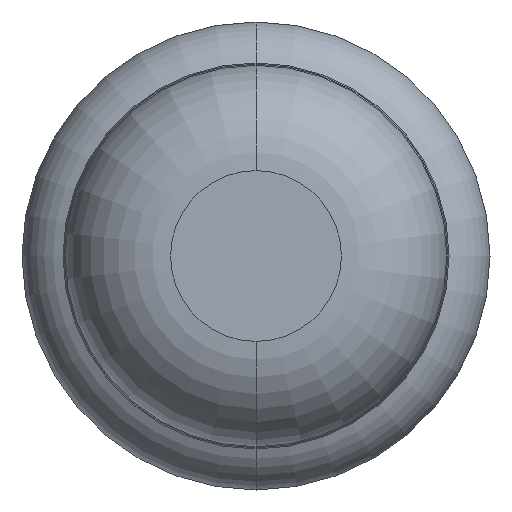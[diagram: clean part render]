
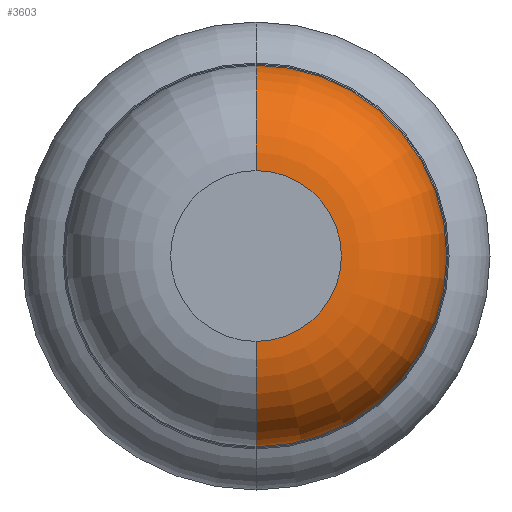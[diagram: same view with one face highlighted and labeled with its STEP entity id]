
A CAD part, front view. The second image highlights one B-rep face of the part: STEP entity #3603.
In plain terms, the highlighted toroidal (fillet/blend) face has major radius 0.365 mm and minor radius 0.45 mm.
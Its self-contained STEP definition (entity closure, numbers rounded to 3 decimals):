
#87 = DIRECTION ( 'NONE',  ( 0., 0., 1. ) ) ;
#235 = EDGE_CURVE ( 'Defeature ausgef�hrt1_3+Defeature ausgef�hrt1_2+Defeature ausgef�hrt1_2+Defeature ausgef�hrt1_2', #960, #3710, #3485, .T. ) ;
#338 = ORIENTED_EDGE ( 'NONE', *, *, #933, .F. ) ;
#426 = DIRECTION ( 'NONE',  ( 0., 0., 1. ) ) ;
#501 = AXIS2_PLACEMENT_3D ( 'NONE', #3499, #1900, #5087 ) ;
#529 = EDGE_CURVE ( 'NONE', #3710, #1359, #1545, .T. ) ;
#720 = EDGE_CURVE ( 'NONE', #960, #4368, #4238, .T. ) ;
#933 = EDGE_CURVE ( 'Defeature ausgef�hrt1_4+Defeature ausgef�hrt1_3+Defeature ausgef�hrt1_3+Defeature ausgef�hrt1_3', #4368, #1359, #4929, .T. ) ;
#960 = VERTEX_POINT ( 'NONE', #2685 ) ;
#969 = ORIENTED_EDGE ( 'NONE', *, *, #235, .T. ) ;
#1104 = DIRECTION ( 'NONE',  ( 0., 1., 0. ) ) ;
#1169 = CARTESIAN_POINT ( 'NONE',  ( 0., -34.9, -0.365 ) ) ;
#1307 = AXIS2_PLACEMENT_3D ( 'NONE', #2680, #1104, #3511 ) ;
#1355 = ORIENTED_EDGE ( 'NONE', *, *, #529, .T. ) ;
#1359 = VERTEX_POINT ( 'NONE', #4197 ) ;
#1500 = AXIS2_PLACEMENT_3D ( 'NONE', #3260, #3244, #426 ) ;
#1545 = CIRCLE ( 'NONE', #2219, 0.45 ) ;
#1900 = DIRECTION ( 'NONE',  ( 0., 1., 0. ) ) ;
#2219 = AXIS2_PLACEMENT_3D ( 'NONE', #3947, #4667, #5098 ) ;
#2332 = CARTESIAN_POINT ( 'NONE',  ( 0., -34.45, 0.815 ) ) ;
#2636 = TOROIDAL_SURFACE ( 'NONE', #1307, 0.365, 0.45 ) ;
#2680 = CARTESIAN_POINT ( 'NONE',  ( 0., -34.45, 0. ) ) ;
#2685 = CARTESIAN_POINT ( 'NONE',  ( 0., -34.9, 0.365 ) ) ;
#2843 = ORIENTED_EDGE ( 'NONE', *, *, #720, .F. ) ;
#3244 = DIRECTION ( 'NONE',  ( 0., 1., 0. ) ) ;
#3260 = CARTESIAN_POINT ( 'NONE',  ( 0., -34.9, 0. ) ) ;
#3485 = CIRCLE ( 'NONE', #1500, 0.365 ) ;
#3499 = CARTESIAN_POINT ( 'NONE',  ( 0., -34.45, 0. ) ) ;
#3511 = DIRECTION ( 'NONE',  ( 0., 0., 1. ) ) ;
#3603 = ADVANCED_FACE ( 'Defeature ausgef�hrt1_3', ( #4810 ), #2636, .T. ) ;
#3710 = VERTEX_POINT ( 'NONE', #1169 ) ;
#3815 = AXIS2_PLACEMENT_3D ( 'NONE', #4475, #4504, #87 ) ;
#3947 = CARTESIAN_POINT ( 'NONE',  ( 0., -34.45, -0.365 ) ) ;
#4197 = CARTESIAN_POINT ( 'NONE',  ( 0., -34.45, -0.815 ) ) ;
#4238 = CIRCLE ( 'NONE', #3815, 0.45 ) ;
#4368 = VERTEX_POINT ( 'NONE', #2332 ) ;
#4445 = EDGE_LOOP ( 'NONE', ( #969, #1355, #338, #2843 ) ) ;
#4475 = CARTESIAN_POINT ( 'NONE',  ( 0., -34.45, 0.365 ) ) ;
#4504 = DIRECTION ( 'NONE',  ( -1., 0., 0. ) ) ;
#4667 = DIRECTION ( 'NONE',  ( 1., 0., 0. ) ) ;
#4810 = FACE_OUTER_BOUND ( 'NONE', #4445, .T. ) ;
#4929 = CIRCLE ( 'NONE', #501, 0.815 ) ;
#5087 = DIRECTION ( 'NONE',  ( 0., 0., 1. ) ) ;
#5098 = DIRECTION ( 'NONE',  ( 0., 0., -1. ) ) ;
